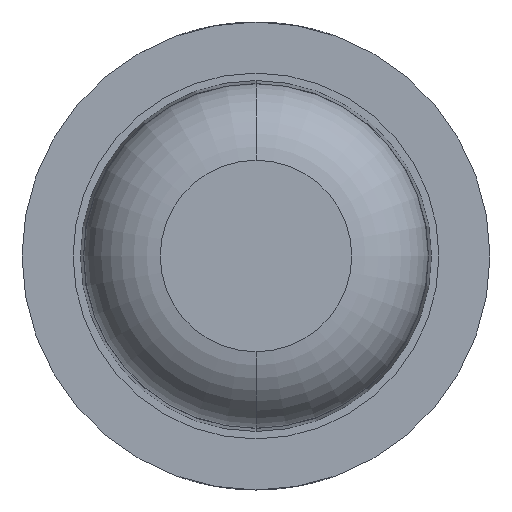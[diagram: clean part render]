
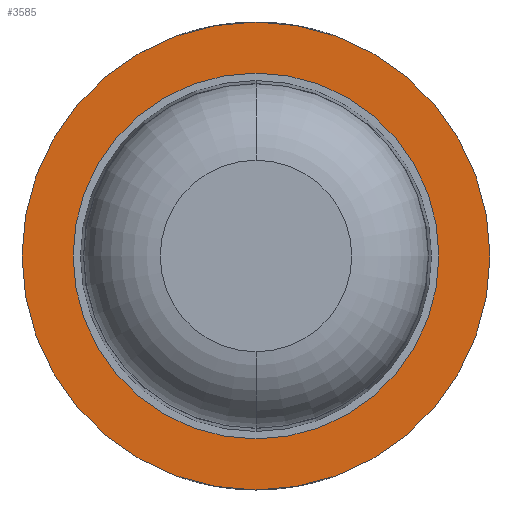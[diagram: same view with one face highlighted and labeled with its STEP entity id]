
A CAD part, front view. The second image highlights one B-rep face of the part: STEP entity #3585.
In plain terms, the highlighted planar face has unit normal (0, -1, 0).
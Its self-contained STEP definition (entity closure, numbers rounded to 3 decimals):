
#184 = ORIENTED_EDGE ( 'NONE', *, *, #3644, .F. ) ;
#371 = EDGE_LOOP ( 'NONE', ( #3008, #2252 ) ) ;
#461 = AXIS2_PLACEMENT_3D ( 'NONE', #2575, #884, #4278 ) ;
#491 = AXIS2_PLACEMENT_3D ( 'NONE', #2424, #3508, #4195 ) ;
#594 = CARTESIAN_POINT ( 'NONE',  ( 0., -7., 0. ) ) ;
#676 = FACE_OUTER_BOUND ( 'NONE', #4312, .T. ) ;
#753 = AXIS2_PLACEMENT_3D ( 'NONE', #3743, #2425, #2763 ) ;
#766 = DIRECTION ( 'NONE',  ( 0., 0., 1. ) ) ;
#884 = DIRECTION ( 'NONE',  ( 0., 1., 0. ) ) ;
#1091 = CARTESIAN_POINT ( 'NONE',  ( 0., -7., 0. ) ) ;
#1279 = EDGE_CURVE ( 'Defeature ausgef�hrt2_3+Defeature ausgef�hrt2_4+Defeature ausgef�hrt2_4+Defeature ausgef�hrt2_4', #3096, #4286, #2448, .T. ) ;
#1356 = CARTESIAN_POINT ( 'NONE',  ( 0., -7., -1.1 ) ) ;
#1589 = CIRCLE ( 'NONE', #461, 0.825 ) ;
#1739 = VERTEX_POINT ( 'NONE', #1356 ) ;
#1935 = DIRECTION ( 'NONE',  ( 0., 1., 0. ) ) ;
#1943 = VERTEX_POINT ( 'NONE', #3517 ) ;
#1969 = CARTESIAN_POINT ( 'NONE',  ( 0., -7., 0.825 ) ) ;
#2061 = PLANE ( 'NONE',  #753 ) ;
#2252 = ORIENTED_EDGE ( 'NONE', *, *, #2711, .T. ) ;
#2264 = DIRECTION ( 'NONE',  ( 0., 0., 1. ) ) ;
#2306 = EDGE_CURVE ( 'Defeature ausgef�hrt2_2+Defeature ausgef�hrt2_3+Defeature ausgef�hrt2_3+Defeature ausgef�hrt2_3', #1943, #1739, #3781, .T. ) ;
#2325 = FACE_BOUND ( 'NONE', #371, .T. ) ;
#2424 = CARTESIAN_POINT ( 'NONE',  ( 0., -7., 0. ) ) ;
#2425 = DIRECTION ( 'NONE',  ( 0., 1., 0. ) ) ;
#2448 = CIRCLE ( 'NONE', #491, 0.825 ) ;
#2474 = CARTESIAN_POINT ( 'NONE',  ( 0., -7., -0.825 ) ) ;
#2575 = CARTESIAN_POINT ( 'NONE',  ( 0., -7., 0. ) ) ;
#2711 = EDGE_CURVE ( 'Defeature ausgef�hrt2_3+Defeature ausgef�hrt2_4+Defeature ausgef�hrt2_4+Defeature ausgef�hrt2_4', #4286, #3096, #1589, .T. ) ;
#2763 = DIRECTION ( 'NONE',  ( 0., 0., 1. ) ) ;
#3008 = ORIENTED_EDGE ( 'NONE', *, *, #1279, .T. ) ;
#3096 = VERTEX_POINT ( 'NONE', #1969 ) ;
#3373 = CIRCLE ( 'NONE', #3471, 1.1 ) ;
#3471 = AXIS2_PLACEMENT_3D ( 'NONE', #1091, #3475, #766 ) ;
#3475 = DIRECTION ( 'NONE',  ( 0., 1., 0. ) ) ;
#3508 = DIRECTION ( 'NONE',  ( 0., 1., 0. ) ) ;
#3517 = CARTESIAN_POINT ( 'NONE',  ( 0., -7., 1.1 ) ) ;
#3585 = ADVANCED_FACE ( 'Defeature ausgef�hrt2_3', ( #676, #2325 ), #2061, .F. ) ;
#3644 = EDGE_CURVE ( 'Defeature ausgef�hrt2_2+Defeature ausgef�hrt2_3+Defeature ausgef�hrt2_3+Defeature ausgef�hrt2_3', #1739, #1943, #3373, .T. ) ;
#3743 = CARTESIAN_POINT ( 'NONE',  ( 1.1, -7., 0. ) ) ;
#3781 = CIRCLE ( 'NONE', #4340, 1.1 ) ;
#4195 = DIRECTION ( 'NONE',  ( 0., 0., 1. ) ) ;
#4278 = DIRECTION ( 'NONE',  ( 0., 0., 1. ) ) ;
#4286 = VERTEX_POINT ( 'NONE', #2474 ) ;
#4312 = EDGE_LOOP ( 'NONE', ( #4409, #184 ) ) ;
#4340 = AXIS2_PLACEMENT_3D ( 'NONE', #594, #1935, #2264 ) ;
#4409 = ORIENTED_EDGE ( 'NONE', *, *, #2306, .F. ) ;
